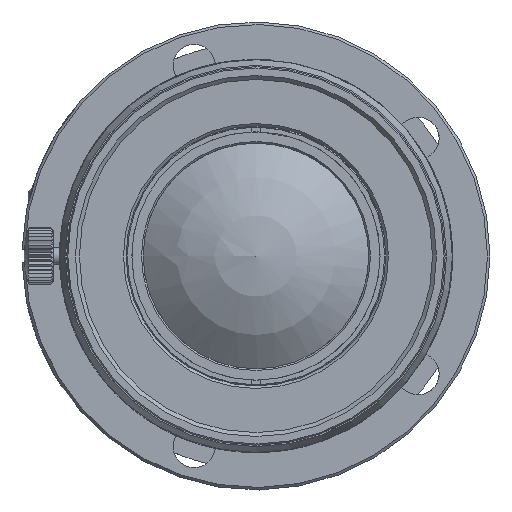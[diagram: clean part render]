
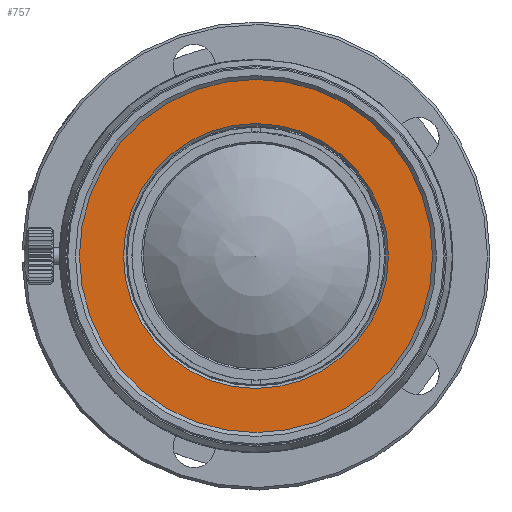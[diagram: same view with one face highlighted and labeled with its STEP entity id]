
A CAD part, left-side view. The second image highlights one B-rep face of the part: STEP entity #757.
In plain terms, the highlighted planar face has unit normal (-1, 0, 0).
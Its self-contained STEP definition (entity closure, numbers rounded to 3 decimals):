
#154=PLANE('',#9193);
#757=ADVANCED_FACE('',(#1910,#1911),#154,.F.);
#1548=CIRCLE('',#9166,15.85);
#1560=CIRCLE('',#9192,21.6);
#1910=FACE_BOUND('',#2391,.T.);
#1911=FACE_BOUND('',#2392,.T.);
#2391=EDGE_LOOP('',(#4526));
#2392=EDGE_LOOP('',(#4527));
#4526=ORIENTED_EDGE('',*,*,#7537,.F.);
#4527=ORIENTED_EDGE('',*,*,#7565,.T.);
#6296=VERTEX_POINT('',#16794);
#6316=VERTEX_POINT('',#16856);
#7537=EDGE_CURVE('',#6296,#6296,#1548,.T.);
#7565=EDGE_CURVE('',#6316,#6316,#1560,.T.);
#9166=AXIS2_PLACEMENT_3D('',#16793,#9958,#9959);
#9192=AXIS2_PLACEMENT_3D('',#16855,#10026,#10027);
#9193=AXIS2_PLACEMENT_3D('',#16857,#10028,#10029);
#9958=DIRECTION('',(-1.,0.,0.));
#9959=DIRECTION('',(0.,0.,-1.));
#10026=DIRECTION('',(-1.,0.,0.));
#10027=DIRECTION('',(0.,0.,-1.));
#10028=DIRECTION('',(1.,0.,0.));
#10029=DIRECTION('',(0.,0.,1.));
#16793=CARTESIAN_POINT('',(-50.774,0.,0.));
#16794=CARTESIAN_POINT('',(-50.774,0.,-15.85));
#16855=CARTESIAN_POINT('',(-50.774,0.,0.));
#16856=CARTESIAN_POINT('',(-50.774,0.,-21.6));
#16857=CARTESIAN_POINT('',(-50.774,-21.6,0.));
